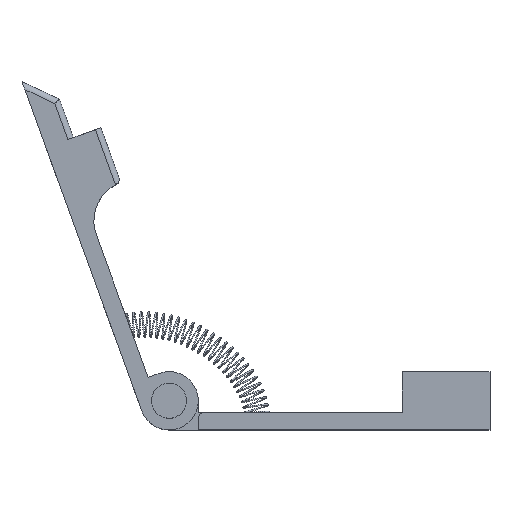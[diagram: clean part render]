
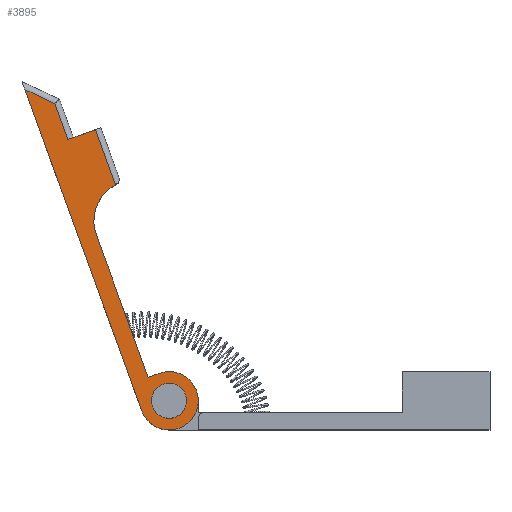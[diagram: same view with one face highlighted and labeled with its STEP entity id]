
A CAD part, top view. The second image highlights one B-rep face of the part: STEP entity #3895.
In plain terms, the highlighted planar face has unit normal (0, 0, 1).
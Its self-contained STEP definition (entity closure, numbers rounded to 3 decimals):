
#27 = AXIS2_PLACEMENT_3D ( 'NONE', #2862, #910, #8039 ) ;
#41 = EDGE_CURVE ( 'NONE', #1202, #5791, #861, .T. ) ;
#88 = CARTESIAN_POINT ( 'NONE',  ( 0., 0., 0. ) ) ;
#213 = AXIS2_PLACEMENT_3D ( 'NONE', #6099, #6930, #517 ) ;
#320 = EDGE_LOOP ( 'NONE', ( #3545, #3333, #11518, #8391, #10933, #3910, #9244, #8665, #11491, #1325 ) ) ;
#417 = ORIENTED_EDGE ( 'NONE', *, *, #7663, .F. ) ;
#446 = CARTESIAN_POINT ( 'NONE',  ( 0., 0., 0. ) ) ;
#453 = CARTESIAN_POINT ( 'NONE',  ( 0., 9., 0. ) ) ;
#514 = EDGE_CURVE ( 'NONE', #8180, #6773, #3707, .T. ) ;
#517 = DIRECTION ( 'NONE',  ( -1., 0., 0. ) ) ;
#760 = CARTESIAN_POINT ( 'NONE',  ( -32.928, 9., 0. ) ) ;
#861 = CIRCLE ( 'NONE', #10455, 7. ) ;
#910 = DIRECTION ( 'NONE',  ( 0., 0., 1. ) ) ;
#1123 = EDGE_CURVE ( 'NONE', #5647, #1202, #7825, .T. ) ;
#1202 = VERTEX_POINT ( 'NONE', #10051 ) ;
#1325 = ORIENTED_EDGE ( 'NONE', *, *, #4110, .T. ) ;
#1407 = DIRECTION ( 'NONE',  ( -1., 0., 0. ) ) ;
#1502 = VERTEX_POINT ( 'NONE', #4426 ) ;
#1526 = DIRECTION ( 'NONE',  ( 0., 0., 1. ) ) ;
#1981 = VECTOR ( 'NONE', #8045, 1000. ) ;
#2045 = DIRECTION ( 'NONE',  ( 0., 0., 1. ) ) ;
#2159 = CARTESIAN_POINT ( 'NONE',  ( -43., 9., 0. ) ) ;
#2206 = CARTESIAN_POINT ( 'NONE',  ( -43., 4., 0. ) ) ;
#2351 = CARTESIAN_POINT ( 'NONE',  ( 0., 3., 0. ) ) ;
#2403 = DIRECTION ( 'NONE',  ( 0., 0., 1. ) ) ;
#2457 = CARTESIAN_POINT ( 'NONE',  ( -53.586, 0., 0. ) ) ;
#2710 = DIRECTION ( 'NONE',  ( 1., 0., 0. ) ) ;
#2862 = CARTESIAN_POINT ( 'NONE',  ( 5., 5., 0. ) ) ;
#3157 = DIRECTION ( 'NONE',  ( -1., 0., 0. ) ) ;
#3230 = VECTOR ( 'NONE', #7042, 1000. ) ;
#3333 = ORIENTED_EDGE ( 'NONE', *, *, #7102, .T. ) ;
#3545 = ORIENTED_EDGE ( 'NONE', *, *, #514, .T. ) ;
#3686 = DIRECTION ( 'NONE',  ( 0., -1., 0. ) ) ;
#3707 = LINE ( 'NONE', #6526, #6429 ) ;
#3786 = CIRCLE ( 'NONE', #213, 5. ) ;
#3895 = ADVANCED_FACE ( 'NONE', ( #9407, #4163 ), #4103, .T. ) ;
#3910 = ORIENTED_EDGE ( 'NONE', *, *, #4601, .T. ) ;
#3980 = LINE ( 'NONE', #446, #10381 ) ;
#4103 = PLANE ( 'NONE',  #4784 ) ;
#4110 = EDGE_CURVE ( 'NONE', #6838, #8180, #8879, .T. ) ;
#4157 = CARTESIAN_POINT ( 'NONE',  ( -25.293, 28.293, 0. ) ) ;
#4163 = FACE_BOUND ( 'NONE', #7413, .T. ) ;
#4232 = VECTOR ( 'NONE', #3686, 1000. ) ;
#4426 = CARTESIAN_POINT ( 'NONE',  ( 3., 5., 0. ) ) ;
#4601 = EDGE_CURVE ( 'NONE', #7026, #5647, #8162, .T. ) ;
#4668 = DIRECTION ( 'NONE',  ( -1., 0., 0. ) ) ;
#4768 = VERTEX_POINT ( 'NONE', #8238 ) ;
#4784 = AXIS2_PLACEMENT_3D ( 'NONE', #10411, #2403, #9589 ) ;
#4862 = CARTESIAN_POINT ( 'NONE',  ( 5., 5., 0. ) ) ;
#4874 = CARTESIAN_POINT ( 'NONE',  ( 10., 5., 0. ) ) ;
#4908 = AXIS2_PLACEMENT_3D ( 'NONE', #9771, #1526, #8713 ) ;
#5140 = VERTEX_POINT ( 'NONE', #4874 ) ;
#5476 = EDGE_CURVE ( 'NONE', #6707, #1502, #10003, .T. ) ;
#5477 = VECTOR ( 'NONE', #4668, 1000. ) ;
#5532 = CARTESIAN_POINT ( 'NONE',  ( -26., 10., 0. ) ) ;
#5647 = VERTEX_POINT ( 'NONE', #2351 ) ;
#5791 = VERTEX_POINT ( 'NONE', #760 ) ;
#6099 = CARTESIAN_POINT ( 'NONE',  ( 5., 5., 0. ) ) ;
#6429 = VECTOR ( 'NONE', #1407, 1000. ) ;
#6508 = DIRECTION ( 'NONE',  ( -1., 0., 0. ) ) ;
#6526 = CARTESIAN_POINT ( 'NONE',  ( 0., 4., 0. ) ) ;
#6707 = VERTEX_POINT ( 'NONE', #8404 ) ;
#6773 = VERTEX_POINT ( 'NONE', #10176 ) ;
#6832 = EDGE_CURVE ( 'NONE', #5791, #6838, #11115, .T. ) ;
#6838 = VERTEX_POINT ( 'NONE', #2159 ) ;
#6914 = EDGE_CURVE ( 'NONE', #4768, #5140, #10368, .T. ) ;
#6930 = DIRECTION ( 'NONE',  ( 0., 0., 1. ) ) ;
#6976 = VERTEX_POINT ( 'NONE', #2457 ) ;
#7026 = VERTEX_POINT ( 'NONE', #11410 ) ;
#7042 = DIRECTION ( 'NONE',  ( -0.707, -0.707, 0. ) ) ;
#7102 = EDGE_CURVE ( 'NONE', #6773, #6976, #7925, .T. ) ;
#7413 = EDGE_LOOP ( 'NONE', ( #11392, #417 ) ) ;
#7663 = EDGE_CURVE ( 'NONE', #1502, #6707, #11497, .T. ) ;
#7825 = LINE ( 'NONE', #9110, #5477 ) ;
#7925 = LINE ( 'NONE', #4157, #3230 ) ;
#8039 = DIRECTION ( 'NONE',  ( 1., 0., 0. ) ) ;
#8045 = DIRECTION ( 'NONE',  ( 0., -1., 0. ) ) ;
#8103 = CARTESIAN_POINT ( 'NONE',  ( -43., 10., 0. ) ) ;
#8162 = LINE ( 'NONE', #88, #4232 ) ;
#8180 = VERTEX_POINT ( 'NONE', #2206 ) ;
#8238 = CARTESIAN_POINT ( 'NONE',  ( 5., 0., 0. ) ) ;
#8391 = ORIENTED_EDGE ( 'NONE', *, *, #6914, .T. ) ;
#8404 = CARTESIAN_POINT ( 'NONE',  ( 7., 5., 0. ) ) ;
#8497 = EDGE_CURVE ( 'NONE', #4768, #6976, #3980, .T. ) ;
#8665 = ORIENTED_EDGE ( 'NONE', *, *, #41, .T. ) ;
#8713 = DIRECTION ( 'NONE',  ( 1., 0., 0. ) ) ;
#8879 = LINE ( 'NONE', #8103, #1981 ) ;
#9110 = CARTESIAN_POINT ( 'NONE',  ( 0., 3., 0. ) ) ;
#9244 = ORIENTED_EDGE ( 'NONE', *, *, #1123, .T. ) ;
#9407 = FACE_OUTER_BOUND ( 'NONE', #320, .T. ) ;
#9589 = DIRECTION ( 'NONE',  ( 1., 0., 0. ) ) ;
#9771 = CARTESIAN_POINT ( 'NONE',  ( 5., 5., 0. ) ) ;
#10003 = CIRCLE ( 'NONE', #4908, 2. ) ;
#10051 = CARTESIAN_POINT ( 'NONE',  ( -26., 3., 0. ) ) ;
#10176 = CARTESIAN_POINT ( 'NONE',  ( -49.586, 4., 0. ) ) ;
#10194 = VECTOR ( 'NONE', #3157, 1000. ) ;
#10368 = CIRCLE ( 'NONE', #10553, 5. ) ;
#10381 = VECTOR ( 'NONE', #6508, 1000. ) ;
#10411 = CARTESIAN_POINT ( 'NONE',  ( 0., 3., 0. ) ) ;
#10455 = AXIS2_PLACEMENT_3D ( 'NONE', #5532, #11601, #2710 ) ;
#10553 = AXIS2_PLACEMENT_3D ( 'NONE', #4862, #2045, #11171 ) ;
#10933 = ORIENTED_EDGE ( 'NONE', *, *, #11012, .T. ) ;
#11012 = EDGE_CURVE ( 'NONE', #5140, #7026, #3786, .T. ) ;
#11115 = LINE ( 'NONE', #453, #10194 ) ;
#11171 = DIRECTION ( 'NONE',  ( -1., 0., 0. ) ) ;
#11392 = ORIENTED_EDGE ( 'NONE', *, *, #5476, .F. ) ;
#11410 = CARTESIAN_POINT ( 'NONE',  ( 0., 5., 0. ) ) ;
#11491 = ORIENTED_EDGE ( 'NONE', *, *, #6832, .T. ) ;
#11497 = CIRCLE ( 'NONE', #27, 2. ) ;
#11518 = ORIENTED_EDGE ( 'NONE', *, *, #8497, .F. ) ;
#11601 = DIRECTION ( 'NONE',  ( 0., 0., -1. ) ) ;
